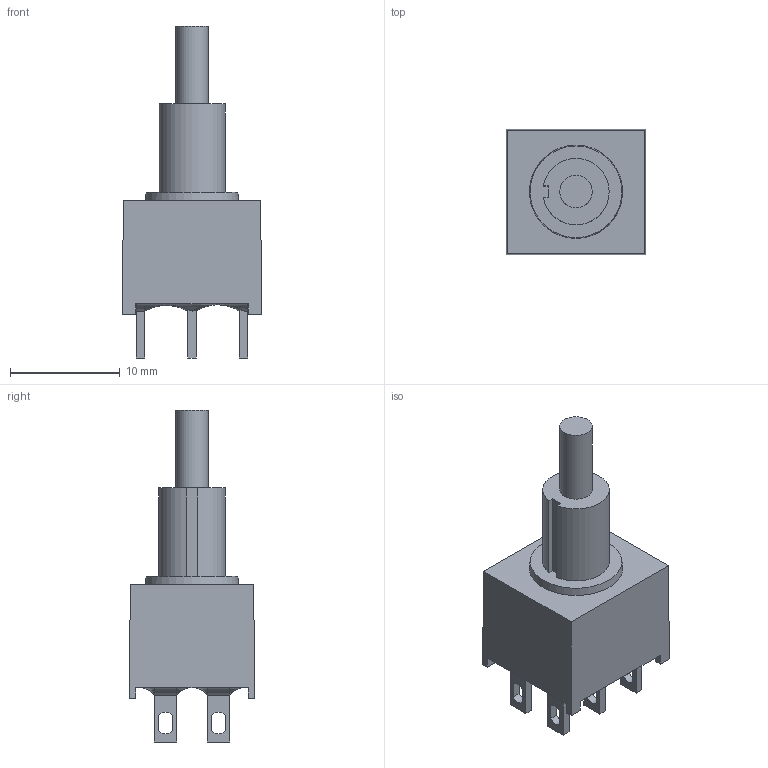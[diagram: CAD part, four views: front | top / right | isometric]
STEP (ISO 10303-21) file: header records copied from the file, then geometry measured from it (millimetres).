
FILE_DESCRIPTION((' '),'2;1');
FILE_NAME('700ADP7B10M1xE.stp','2017-08-02T13:09:34',(' '),(' '),' ','ACIS',' ');
FILE_SCHEMA(('CONFIG_CONTROL_DESIGN'));
Length unit declared in the file: inch
Products named in the file (1): 700ADP7B10M1xE.stp
Bounding box: 12.7 x 11.43 x 30.27 mm (x, y, z)
Volume: 1721.2 mm3; surface area: 1182.7 mm2
Topology: 1 solids, 1 shells, 111 faces, 301 edges, 190 vertices
Faces by surface type: plane 67, cylinder 27, bspline 16, cone 1
Full cylindrical faces by diameter (mm): 2.95 x1, 2.96 x1
Entity records: 4265 total; most frequent: CARTESIAN_POINT 1408, ORIENTED_EDGE 580, DIRECTION 550, EDGE_CURVE 290, VERTEX_POINT 190, AXIS2_PLACEMENT_3D 184, VECTOR 182, LINE 182
